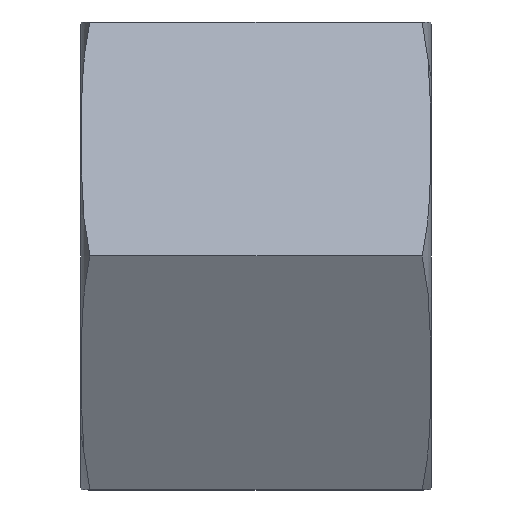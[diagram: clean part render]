
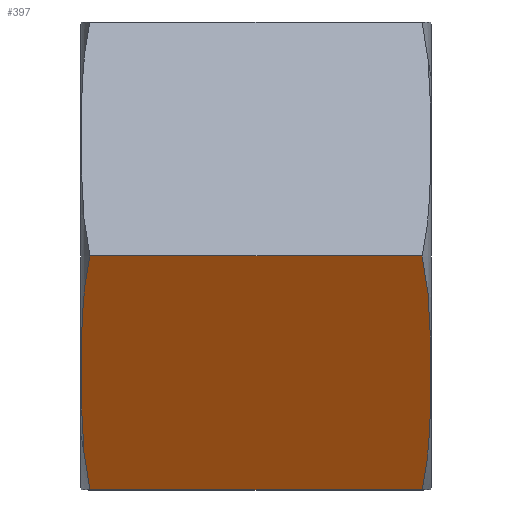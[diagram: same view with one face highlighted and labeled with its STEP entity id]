
A CAD part, left-side view. The second image highlights one B-rep face of the part: STEP entity #397.
In plain terms, the highlighted planar face has unit normal (-0.866, 0, -0.5).
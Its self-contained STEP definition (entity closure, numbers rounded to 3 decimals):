
#24 = CARTESIAN_POINT ( 'NONE',  ( -1.833, 2.254, -3.175 ) ) ;
#62 = CARTESIAN_POINT ( 'NONE',  ( -3.361, 2.341, -0.528 ) ) ;
#67 = ORIENTED_EDGE ( 'NONE', *, *, #341, .F. ) ;
#68 = VERTEX_POINT ( 'NONE', #24 ) ;
#71 = EDGE_CURVE ( 'NONE', #231, #576, #249, .T. ) ;
#77 = CARTESIAN_POINT ( 'NONE',  ( -2.902, -2.373, -1.323 ) ) ;
#104 = CARTESIAN_POINT ( 'NONE',  ( -2.444, 2.37, -2.117 ) ) ;
#114 = EDGE_CURVE ( 'NONE', #68, #231, #554, .T. ) ;
#115 = LINE ( 'NONE', #307, #474 ) ;
#141 = CARTESIAN_POINT ( 'NONE',  ( -1.833, 2.381, -3.175 ) ) ;
#170 = CARTESIAN_POINT ( 'NONE',  ( -3.055, -2.37, -1.058 ) ) ;
#183 = EDGE_LOOP ( 'NONE', ( #552, #276, #67, #595 ) ) ;
#205 = DIRECTION ( 'NONE',  ( 0., -1., 0. ) ) ;
#207 = CARTESIAN_POINT ( 'NONE',  ( -1.833, -2.254, -3.175 ) ) ;
#209 = DIRECTION ( 'NONE',  ( 0.866, 0., 0.5 ) ) ;
#219 = FACE_OUTER_BOUND ( 'NONE', #183, .T. ) ;
#231 = VERTEX_POINT ( 'NONE', #438 ) ;
#239 = CARTESIAN_POINT ( 'NONE',  ( -3.666, -2.254, 0. ) ) ;
#247 = CARTESIAN_POINT ( 'NONE',  ( -2.138, 2.341, -2.647 ) ) ;
#248 = EDGE_CURVE ( 'NONE', #408, #68, #369, .T. ) ;
#249 = B_SPLINE_CURVE_WITH_KNOTS ( 'NONE', 3,
 ( #207, #398, #356, #577, #494, #77, #170, #361, #279, #376 ),
 .UNSPECIFIED., .F., .F.,
 ( 4, 2, 2, 2, 4 ),
 ( 0., 0.001, 0.002, 0.003, 0.004 ),
 .UNSPECIFIED. ) ;
#252 = CARTESIAN_POINT ( 'NONE',  ( -1.833, 2.254, -3.175 ) ) ;
#258 = CARTESIAN_POINT ( 'NONE',  ( -1.833, 2.381, -3.175 ) ) ;
#265 = PLANE ( 'NONE',  #521 ) ;
#276 = ORIENTED_EDGE ( 'NONE', *, *, #71, .T. ) ;
#279 = CARTESIAN_POINT ( 'NONE',  ( -3.515, -2.314, -0.262 ) ) ;
#299 = CARTESIAN_POINT ( 'NONE',  ( -3.056, 2.37, -1.057 ) ) ;
#307 = CARTESIAN_POINT ( 'NONE',  ( -3.666, 2.381, 0. ) ) ;
#341 = EDGE_CURVE ( 'NONE', #408, #576, #115, .T. ) ;
#356 = CARTESIAN_POINT ( 'NONE',  ( -2.138, -2.341, -2.647 ) ) ;
#358 = CARTESIAN_POINT ( 'NONE',  ( -3.666, 2.254, 0. ) ) ;
#361 = CARTESIAN_POINT ( 'NONE',  ( -3.361, -2.341, -0.528 ) ) ;
#369 = B_SPLINE_CURVE_WITH_KNOTS ( 'NONE', 3,
 ( #530, #390, #62, #299, #565, #526, #104, #247, #488, #252 ),
 .UNSPECIFIED., .F., .F.,
 ( 4, 2, 2, 2, 4 ),
 ( 0., 0.001, 0.002, 0.003, 0.004 ),
 .UNSPECIFIED. ) ;
#376 = CARTESIAN_POINT ( 'NONE',  ( -3.666, -2.254, 0. ) ) ;
#390 = CARTESIAN_POINT ( 'NONE',  ( -3.514, 2.314, -0.264 ) ) ;
#397 = ADVANCED_FACE ( 'NONE', ( #219 ), #265, .F. ) ;
#398 = CARTESIAN_POINT ( 'NONE',  ( -1.985, -2.314, -2.911 ) ) ;
#408 = VERTEX_POINT ( 'NONE', #358 ) ;
#438 = CARTESIAN_POINT ( 'NONE',  ( -1.833, -2.254, -3.175 ) ) ;
#474 = VECTOR ( 'NONE', #205, 1000. ) ;
#481 = VECTOR ( 'NONE', #512, 1000. ) ;
#488 = CARTESIAN_POINT ( 'NONE',  ( -1.984, 2.314, -2.913 ) ) ;
#494 = CARTESIAN_POINT ( 'NONE',  ( -2.596, -2.373, -1.853 ) ) ;
#512 = DIRECTION ( 'NONE',  ( 0., -1., 0. ) ) ;
#521 = AXIS2_PLACEMENT_3D ( 'NONE', #258, #209, #589 ) ;
#526 = CARTESIAN_POINT ( 'NONE',  ( -2.597, 2.373, -1.852 ) ) ;
#530 = CARTESIAN_POINT ( 'NONE',  ( -3.666, 2.254, 0. ) ) ;
#552 = ORIENTED_EDGE ( 'NONE', *, *, #114, .T. ) ;
#554 = LINE ( 'NONE', #141, #481 ) ;
#565 = CARTESIAN_POINT ( 'NONE',  ( -2.903, 2.373, -1.322 ) ) ;
#576 = VERTEX_POINT ( 'NONE', #239 ) ;
#577 = CARTESIAN_POINT ( 'NONE',  ( -2.443, -2.37, -2.118 ) ) ;
#589 = DIRECTION ( 'NONE',  ( 0.5, 0., -0.866 ) ) ;
#595 = ORIENTED_EDGE ( 'NONE', *, *, #248, .T. ) ;
